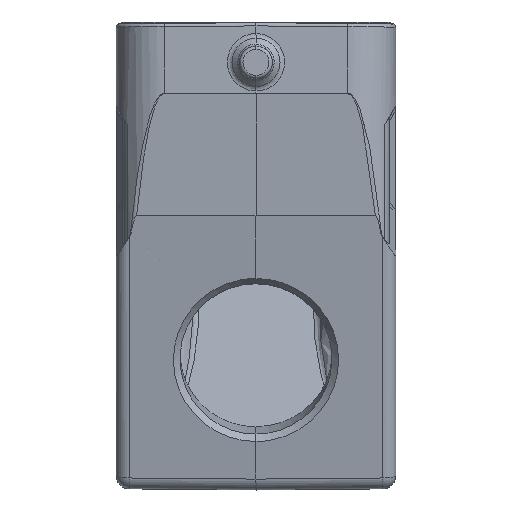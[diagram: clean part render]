
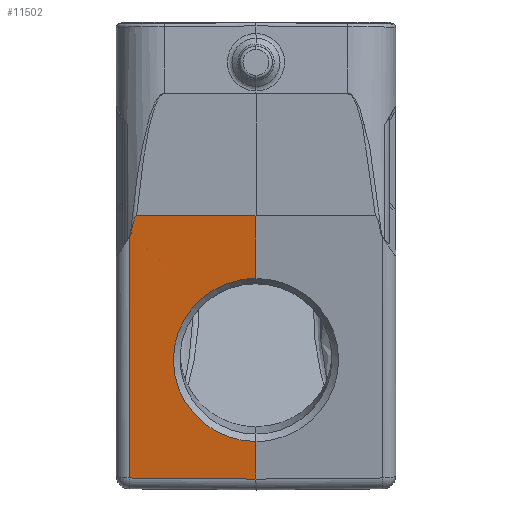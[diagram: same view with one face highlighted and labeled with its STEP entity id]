
A CAD part, left-side view. The second image highlights one B-rep face of the part: STEP entity #11502.
In plain terms, the highlighted planar face has unit normal (-0.987, 0.009, -0.16).
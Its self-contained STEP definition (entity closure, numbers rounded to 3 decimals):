
#2975=CARTESIAN_POINT('',(-28.196,18.367,
-29.78));
#2985=DIRECTION('',(0.009,1.,0.001));
#2986=VECTOR('',#2985,18.368);
#2987=CARTESIAN_POINT('',(-28.355,0.,-29.8));
#2988=LINE('',#2987,#2986);
#2989=CARTESIAN_POINT('',(-22.712,0.,
-64.536));
#2990=CARTESIAN_POINT('',(-22.707,0.66,
-64.536));
#2991=CARTESIAN_POINT('',(-22.712,2.059,
-64.427));
#2992=CARTESIAN_POINT('',(-22.778,4.175,
-63.906));
#2993=CARTESIAN_POINT('',(-22.909,6.245,
-62.988));
#2994=CARTESIAN_POINT('',(-23.098,8.119,
-61.721));
#2995=CARTESIAN_POINT('',(-23.337,9.722,
-60.162));
#2996=CARTESIAN_POINT('',(-23.619,11.023,
-58.356));
#2997=CARTESIAN_POINT('',(-23.937,11.986,
-56.344));
#2998=CARTESIAN_POINT('',(-24.281,12.577,
-54.195));
#2999=CARTESIAN_POINT('',(-24.639,12.775,
-51.981));
#3000=CARTESIAN_POINT('',(-25.,12.576,
-49.768));
#3001=CARTESIAN_POINT('',(-25.354,11.986,
-47.62));
#3002=CARTESIAN_POINT('',(-25.689,11.022,
-45.612));
#3003=CARTESIAN_POINT('',(-25.993,9.721,
-43.809));
#3004=CARTESIAN_POINT('',(-26.26,8.117,
-42.255));
#3005=CARTESIAN_POINT('',(-26.482,6.243,
-40.993));
#3006=CARTESIAN_POINT('',(-26.648,4.172,
-40.082));
#3007=CARTESIAN_POINT('',(-26.75,2.057,
-39.567));
#3008=CARTESIAN_POINT('',(-26.78,0.659,
-39.462));
#3009=CARTESIAN_POINT('',(-26.785,0.,
-39.464));
#3011=DIRECTION('',(-0.16,0.,0.987));
#3012=VECTOR('',#3011,5.861);
#3013=CARTESIAN_POINT('',(-21.773,0.,-70.321));
#3014=LINE('',#3013,#3012);
#3015=DIRECTION('',(-0.007,-1.,-0.009));
#3016=VECTOR('',#3015,19.519);
#3017=CARTESIAN_POINT('',(-21.628,19.517,
-70.15));
#3018=LINE('',#3017,#3016);
#3019=DIRECTION('',(-0.16,0.,0.987));
#3020=VECTOR('',#3019,37.533);
#3021=CARTESIAN_POINT('',(-21.628,19.517,
-70.15));
#3022=LINE('',#3021,#3020);
#3023=CARTESIAN_POINT('',(-27.724,19.251,
-32.64));
#3024=CARTESIAN_POINT('',(-27.723,19.253,
-32.644));
#3025=CARTESIAN_POINT('',(-27.723,19.258,
-32.652));
#3026=CARTESIAN_POINT('',(-27.718,19.26,
-32.654));
#3027=CARTESIAN_POINT('',(-27.718,19.262,
-32.658));
#3029=CARTESIAN_POINT('',(-28.196,18.367,
-29.78));
#3030=CARTESIAN_POINT('',(-28.196,18.384,
-29.78));
#3031=CARTESIAN_POINT('',(-28.194,18.415,
-29.791));
#3032=CARTESIAN_POINT('',(-28.188,18.458,
-29.827));
#3033=CARTESIAN_POINT('',(-28.18,18.496,
-29.874));
#3034=CARTESIAN_POINT('',(-28.171,18.531,
-29.928));
#3035=CARTESIAN_POINT('',(-28.16,18.565,
-29.988));
#3036=CARTESIAN_POINT('',(-28.149,18.597,
-30.056));
#3037=CARTESIAN_POINT('',(-28.137,18.63,
-30.13));
#3038=CARTESIAN_POINT('',(-28.124,18.662,
-30.21));
#3039=CARTESIAN_POINT('',(-28.109,18.694,
-30.297));
#3040=CARTESIAN_POINT('',(-28.094,18.726,
-30.39));
#3041=CARTESIAN_POINT('',(-28.077,18.759,
-30.49));
#3042=CARTESIAN_POINT('',(-28.06,18.791,
-30.596));
#3043=CARTESIAN_POINT('',(-28.041,18.824,
-30.709));
#3044=CARTESIAN_POINT('',(-28.022,18.857,
-30.827));
#3045=CARTESIAN_POINT('',(-28.001,18.89,
-30.953));
#3046=CARTESIAN_POINT('',(-27.979,18.924,
-31.087));
#3047=CARTESIAN_POINT('',(-27.955,18.96,
-31.231));
#3048=CARTESIAN_POINT('',(-27.93,18.996,
-31.386));
#3049=CARTESIAN_POINT('',(-27.902,19.034,
-31.554));
#3050=CARTESIAN_POINT('',(-27.872,19.074,
-31.736));
#3051=CARTESIAN_POINT('',(-27.84,19.115,
-31.934));
#3052=CARTESIAN_POINT('',(-27.804,19.158,
-32.149));
#3053=CARTESIAN_POINT('',(-27.766,19.203,
-32.383));
#3054=CARTESIAN_POINT('',(-27.738,19.235,
-32.552));
#3055=CARTESIAN_POINT('',(-27.724,19.251,
-32.64));
#3057=DIRECTION('',(-0.16,0.,0.987));
#3058=VECTOR('',#3057,9.791);
#3059=CARTESIAN_POINT('',(-26.785,0.,
-39.464));
#3060=LINE('',#3059,#3058);
#3069=CARTESIAN_POINT('',(-26.785,0.,
-39.464));
#3089=CARTESIAN_POINT('',(-22.712,0.,
-64.536));
#3353=CARTESIAN_POINT('',(-27.718,19.262,
-32.658));
#3354=CARTESIAN_POINT('',(-27.692,19.348,
-32.808));
#3355=CARTESIAN_POINT('',(-27.671,19.431,
-32.953));
#3356=CARTESIAN_POINT('',(-27.646,19.517,
-33.103));
#3366=CARTESIAN_POINT('',(-27.646,19.517,
-33.103));
#6903=CARTESIAN_POINT('',(-21.773,0.,-70.321));
#6905=VERTEX_POINT('',#6903);
#6909=CARTESIAN_POINT('',(-21.628,19.517,
-70.15));
#6910=VERTEX_POINT('',#6909);
#6938=VERTEX_POINT('',#3366);
#6976=VERTEX_POINT('',#2975);
#7001=CARTESIAN_POINT('',(-28.355,0.,-29.8));
#7002=VERTEX_POINT('',#7001);
#7004=VERTEX_POINT('',#3353);
#7472=VERTEX_POINT('',#3069);
#7473=VERTEX_POINT('',#3089);
#7478=VERTEX_POINT('',#3055);
#11480=CARTESIAN_POINT('',(-21.5,0.,-72.));
#11481=DIRECTION('',(-0.987,0.009,-0.16));
#11482=DIRECTION('',(-0.16,0.,0.987));
#11483=AXIS2_PLACEMENT_3D('',#11480,#11481,#11482);
#11484=PLANE('',#11483);
#11486=ORIENTED_EDGE('',*,*,#11485,.F.);
#11488=ORIENTED_EDGE('',*,*,#11487,.F.);
#11490=ORIENTED_EDGE('',*,*,#11489,.F.);
#11492=ORIENTED_EDGE('',*,*,#11491,.T.);
#11494=ORIENTED_EDGE('',*,*,#11493,.F.);
#11495=ORIENTED_EDGE('',*,*,#11447,.F.);
#11496=ORIENTED_EDGE('',*,*,#11445,.F.);
#11497=ORIENTED_EDGE('',*,*,#11475,.F.);
#11499=ORIENTED_EDGE('',*,*,#11498,.F.);
#11500=EDGE_LOOP('',(#11486,#11488,#11490,#11492,#11494,#11495,#11496,#11497,
#11499));
#11501=FACE_OUTER_BOUND('',#11500,.F.);
#3010=B_SPLINE_CURVE_WITH_KNOTS('',3,(#2989,#2990,#2991,#2992,#2993,#2994,#2995,
#2996,#2997,#2998,#2999,#3000,#3001,#3002,#3003,#3004,#3005,#3006,#3007,#3008,
#3009),.UNSPECIFIED.,.F.,.F.,(4,1,1,1,1,1,1,1,1,1,1,1,1,1,1,1,1,1,4),(0.,
0.052,0.108,0.164,0.22,
0.276,0.332,0.388,0.444,
0.5,0.556,0.612,0.668,
0.724,0.78,0.836,0.892,
0.948,1.),.UNSPECIFIED.);
#3028=B_SPLINE_CURVE_WITH_KNOTS('',3,(#3023,#3024,#3025,#3026,#3027),
.UNSPECIFIED.,.F.,.F.,(4,1,4),(0.,0.5,1.),.UNSPECIFIED.);
#3056=B_SPLINE_CURVE_WITH_KNOTS('',3,(#3029,#3030,#3031,#3032,#3033,#3034,#3035,
#3036,#3037,#3038,#3039,#3040,#3041,#3042,#3043,#3044,#3045,#3046,#3047,#3048,
#3049,#3050,#3051,#3052,#3053,#3054,#3055),.UNSPECIFIED.,.F.,.F.,(4,1,1,1,1,1,1,
1,1,1,1,1,1,1,1,1,1,1,1,1,1,1,1,1,4),(0.,0.042,0.083,
0.125,0.167,0.208,0.25,0.292,
0.333,0.375,0.417,0.458,0.5,
0.542,0.583,0.625,0.667,0.708,
0.75,0.792,0.833,0.875,0.917,
0.958,1.),.UNSPECIFIED.);
#3357=B_SPLINE_CURVE_WITH_KNOTS('',3,(#3353,#3354,#3355,#3356),.UNSPECIFIED.,
.F.,.F.,(4,4),(0.,1.),.UNSPECIFIED.);
#11445=EDGE_CURVE('',#6976,#7478,#3056,.T.);
#11447=EDGE_CURVE('',#7478,#7004,#3028,.T.);
#11475=EDGE_CURVE('',#7002,#6976,#2988,.T.);
#11485=EDGE_CURVE('',#7473,#7472,#3010,.T.);
#11487=EDGE_CURVE('',#6905,#7473,#3014,.T.);
#11489=EDGE_CURVE('',#6910,#6905,#3018,.T.);
#11491=EDGE_CURVE('',#6910,#6938,#3022,.T.);
#11493=EDGE_CURVE('',#7004,#6938,#3357,.T.);
#11498=EDGE_CURVE('',#7472,#7002,#3060,.T.);
#11502=ADVANCED_FACE('',(#11501),#11484,.T.);
